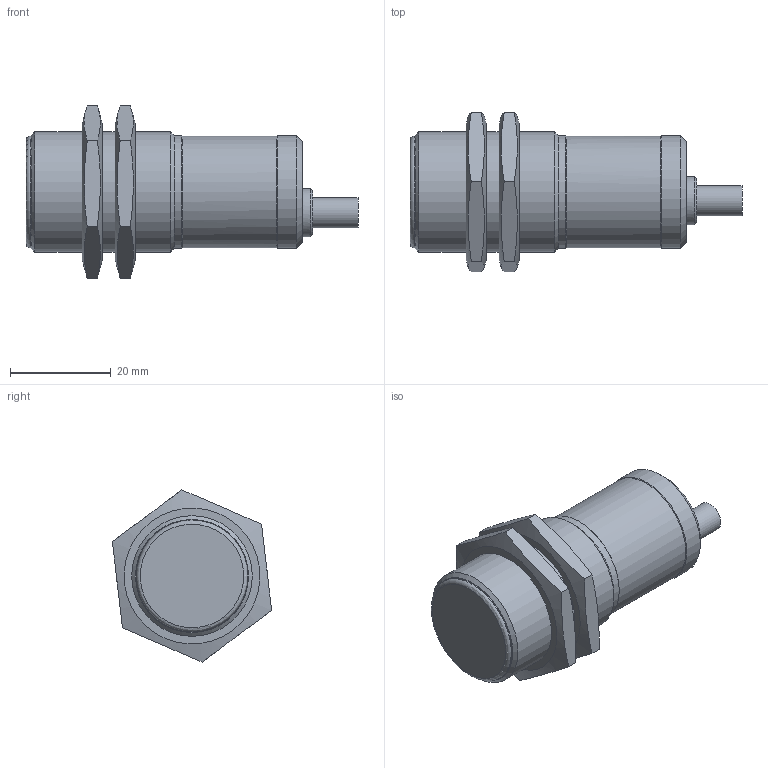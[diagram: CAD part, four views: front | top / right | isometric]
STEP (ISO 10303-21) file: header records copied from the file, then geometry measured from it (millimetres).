
FILE_DESCRIPTION(/* description */ ('Unknown'),/* implementation_level */ '2;1');
FILE_NAME(/* name */ 'CPS-24N-A-_ _',/* time_stamp */ '2024-06-13T07:41:30+02:00',/* author */ ('Unknown'),/* organization */ ('Unknown'),/* preprocessor_version */ 'ST-DEVELOPER v18.1',/* originating_system */ 'Solid Edge',/* authorisation */ 'Unknown');
FILE_SCHEMA (('AUTOMOTIVE_DESIGN {1 0 10303 214 3 1 1}'));
Length unit declared in the file: millimetre
Products named in the file (1): CPS-24N-A-_-
Bounding box: 66.04 x 31.68 x 34.27 mm (x, y, z)
Volume: 25780.6 mm3; surface area: 6781.5 mm2
Topology: 1 solids, 1 shells, 62 faces, 139 edges, 91 vertices
Faces by surface type: plane 30, cylinder 15, cone 15, torus 2
Full cylindrical faces by diameter (mm): 3 x1, 4 x1, 6 x2, 6.1 x2, 9.6 x1, 21.7 x1, 22.2 x2, 22.5 x2, 24 x3
Entity records: 1961 total; most frequent: CARTESIAN_POINT 329, DIRECTION 246, ORIENTED_EDGE 188, AXIS2_PLACEMENT_3D 113, EDGE_LOOP 104, FACE_BOUND 104, EDGE_CURVE 94, VERTEX_POINT 76
